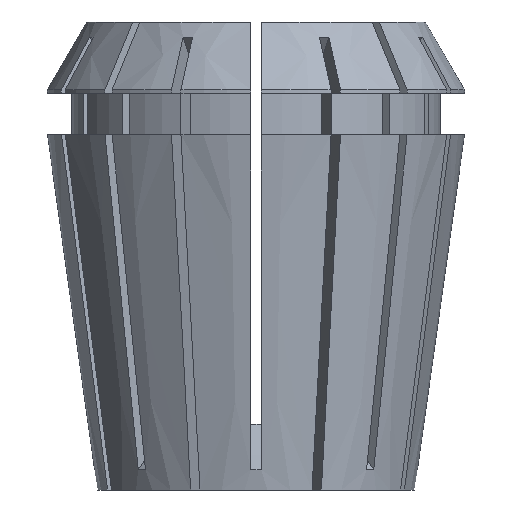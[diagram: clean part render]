
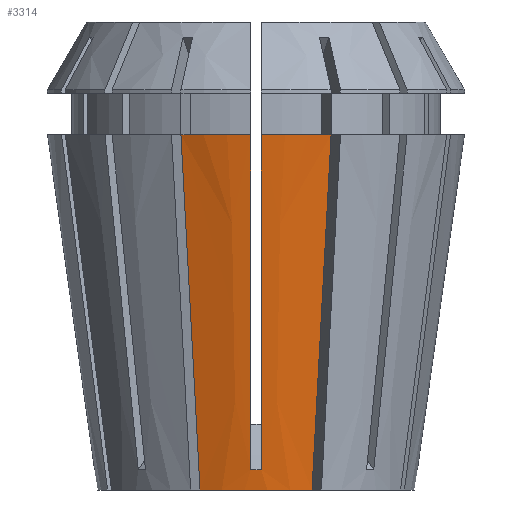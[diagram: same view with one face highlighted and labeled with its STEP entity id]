
A CAD part, left-side view. The second image highlights one B-rep face of the part: STEP entity #3314.
In plain terms, the highlighted conical face has half-angle 8 degrees and reference radius 15.595 mm.
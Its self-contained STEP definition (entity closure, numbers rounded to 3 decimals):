
#12 = VERTEX_POINT ( 'NONE', #2478 ) ;
#46 = CARTESIAN_POINT ( 'NONE',  ( -16.104, 6.129, 11.633 ) ) ;
#169 = CARTESIAN_POINT ( 'NONE',  ( -20.169, -0.5, 32.584 ) ) ;
#183 = B_SPLINE_CURVE_WITH_KNOTS ( 'NONE', 3,
 ( #3034, #3934, #1843, #5239 ),
 .UNSPECIFIED., .F., .F.,
 ( 4, 4 ),
 ( 0., 0.001 ),
 .UNSPECIFIED. ) ;
#204 = FACE_OUTER_BOUND ( 'NONE', #5125, .T. ) ;
#361 = CIRCLE ( 'NONE', #503, 20.5 ) ;
#399 = CARTESIAN_POINT ( 'NONE',  ( -19.126, 7.381, 34.9 ) ) ;
#403 = B_SPLINE_CURVE_WITH_KNOTS ( 'NONE', 3,
 ( #399, #2852, #46, #2037 ),
 .UNSPECIFIED., .F., .F.,
 ( 4, 4 ),
 ( 0., 0.035 ),
 .UNSPECIFIED. ) ;
#503 = AXIS2_PLACEMENT_3D ( 'NONE', #3726, #4510, #2506 ) ;
#523 = CARTESIAN_POINT ( 'NONE',  ( -20.277, 0.5, 33.356 ) ) ;
#572 = CARTESIAN_POINT ( 'NONE',  ( -18.848, -0.5, 23.188 ) ) ;
#611 = AXIS2_PLACEMENT_3D ( 'NONE', #1828, #3861, #1082 ) ;
#968 = EDGE_CURVE ( 'NONE', #4129, #1506, #1890, .T. ) ;
#986 = CARTESIAN_POINT ( 'NONE',  ( -20.277, -0.5, 33.356 ) ) ;
#1082 = DIRECTION ( 'NONE',  ( -1., 0., 0. ) ) ;
#1149 = CARTESIAN_POINT ( 'NONE',  ( -14.592, -5.503, 0. ) ) ;
#1290 = VERTEX_POINT ( 'NONE', #1528 ) ;
#1350 = CARTESIAN_POINT ( 'NONE',  ( -17.527, -0.5, 13.792 ) ) ;
#1381 = CARTESIAN_POINT ( 'NONE',  ( -16.094, -0.5, 3.6 ) ) ;
#1403 = CARTESIAN_POINT ( 'NONE',  ( -15.87, -0.5, 2.007 ) ) ;
#1506 = VERTEX_POINT ( 'NONE', #1149 ) ;
#1528 = CARTESIAN_POINT ( 'NONE',  ( -14.592, 5.503, 0. ) ) ;
#1568 = DIRECTION ( 'NONE',  ( -1., 0., 0. ) ) ;
#1623 = ORIENTED_EDGE ( 'NONE', *, *, #1629, .T. ) ;
#1629 = EDGE_CURVE ( 'NONE', #4129, #2321, #361, .T. ) ;
#1768 = ORIENTED_EDGE ( 'NONE', *, *, #3662, .T. ) ;
#1806 = VERTEX_POINT ( 'NONE', #2003 ) ;
#1828 = CARTESIAN_POINT ( 'NONE',  ( 0., 0., 34.9 ) ) ;
#1843 = CARTESIAN_POINT ( 'NONE',  ( -15.879, -0.167, 1.998 ) ) ;
#1851 = B_SPLINE_CURVE_WITH_KNOTS ( 'NONE', 3,
 ( #3019, #3380, #986, #169, #572, #1350, #2149, #1381, #4218, #1403 ),
 .UNSPECIFIED., .F., .F.,
 ( 4, 3, 3, 4 ),
 ( 0.074, 0.077, 0.105, 0.108 ),
 .UNSPECIFIED. ) ;
#1890 = B_SPLINE_CURVE_WITH_KNOTS ( 'NONE', 3,
 ( #4171, #2859, #4098, #3757 ),
 .UNSPECIFIED., .F., .F.,
 ( 4, 4 ),
 ( 0., 0.035 ),
 .UNSPECIFIED. ) ;
#1908 = VERTEX_POINT ( 'NONE', #4605 ) ;
#2003 = CARTESIAN_POINT ( 'NONE',  ( -15.87, -0.5, 2.007 ) ) ;
#2014 = ORIENTED_EDGE ( 'NONE', *, *, #2119, .F. ) ;
#2037 = CARTESIAN_POINT ( 'NONE',  ( -14.592, 5.503, 0. ) ) ;
#2119 = EDGE_CURVE ( 'NONE', #1506, #1290, #3138, .T. ) ;
#2149 = CARTESIAN_POINT ( 'NONE',  ( -16.206, -0.5, 4.396 ) ) ;
#2297 = CONICAL_SURFACE ( 'NONE', #4124, 15.595, 0.14 ) ;
#2321 = VERTEX_POINT ( 'NONE', #5016 ) ;
#2364 = ORIENTED_EDGE ( 'NONE', *, *, #2571, .F. ) ;
#2377 = EDGE_CURVE ( 'NONE', #2321, #1806, #1851, .T. ) ;
#2459 = ORIENTED_EDGE ( 'NONE', *, *, #968, .F. ) ;
#2471 = CARTESIAN_POINT ( 'NONE',  ( -20.494, 0.5, 34.9 ) ) ;
#2478 = CARTESIAN_POINT ( 'NONE',  ( -19.126, 7.381, 34.9 ) ) ;
#2505 = DIRECTION ( 'NONE',  ( 1., 0., 0. ) ) ;
#2506 = DIRECTION ( 'NONE',  ( -1., 0., 0. ) ) ;
#2571 = EDGE_CURVE ( 'NONE', #1908, #1806, #183, .T. ) ;
#2772 = B_SPLINE_CURVE_WITH_KNOTS ( 'NONE', 3,
 ( #2471, #2863, #523, #3438, #4206, #4236, #3007, #4646, #4220, #4250 ),
 .UNSPECIFIED., .F., .F.,
 ( 4, 3, 3, 4 ),
 ( 0.074, 0.077, 0.105, 0.108 ),
 .UNSPECIFIED. ) ;
#2852 = CARTESIAN_POINT ( 'NONE',  ( -17.615, 6.755, 23.267 ) ) ;
#2859 = CARTESIAN_POINT ( 'NONE',  ( -17.615, -6.755, 23.267 ) ) ;
#2863 = CARTESIAN_POINT ( 'NONE',  ( -20.386, 0.5, 34.128 ) ) ;
#2929 = ORIENTED_EDGE ( 'NONE', *, *, #3264, .T. ) ;
#3007 = CARTESIAN_POINT ( 'NONE',  ( -16.206, 0.5, 4.396 ) ) ;
#3019 = CARTESIAN_POINT ( 'NONE',  ( -20.494, -0.5, 34.9 ) ) ;
#3034 = CARTESIAN_POINT ( 'NONE',  ( -15.87, 0.5, 2.007 ) ) ;
#3043 = CARTESIAN_POINT ( 'NONE',  ( -19.126, -7.381, 34.9 ) ) ;
#3138 = CIRCLE ( 'NONE', #3881, 15.595 ) ;
#3264 = EDGE_CURVE ( 'NONE', #12, #1290, #403, .T. ) ;
#3314 = ADVANCED_FACE ( 'NONE', ( #204 ), #2297, .T. ) ;
#3316 = CARTESIAN_POINT ( 'NONE',  ( 0., 0., 0. ) ) ;
#3380 = CARTESIAN_POINT ( 'NONE',  ( -20.386, -0.5, 34.128 ) ) ;
#3438 = CARTESIAN_POINT ( 'NONE',  ( -20.169, 0.5, 32.584 ) ) ;
#3662 = EDGE_CURVE ( 'NONE', #4289, #12, #3695, .T. ) ;
#3695 = CIRCLE ( 'NONE', #611, 20.5 ) ;
#3726 = CARTESIAN_POINT ( 'NONE',  ( 0., 0., 34.9 ) ) ;
#3757 = CARTESIAN_POINT ( 'NONE',  ( -14.592, -5.503, 0. ) ) ;
#3861 = DIRECTION ( 'NONE',  ( 0., 0., -1. ) ) ;
#3881 = AXIS2_PLACEMENT_3D ( 'NONE', #5222, #4821, #1568 ) ;
#3934 = CARTESIAN_POINT ( 'NONE',  ( -15.879, 0.167, 1.998 ) ) ;
#4083 = DIRECTION ( 'NONE',  ( 0., 0., 1. ) ) ;
#4098 = CARTESIAN_POINT ( 'NONE',  ( -16.104, -6.129, 11.633 ) ) ;
#4124 = AXIS2_PLACEMENT_3D ( 'NONE', #3316, #4083, #2505 ) ;
#4129 = VERTEX_POINT ( 'NONE', #3043 ) ;
#4171 = CARTESIAN_POINT ( 'NONE',  ( -19.126, -7.381, 34.9 ) ) ;
#4206 = CARTESIAN_POINT ( 'NONE',  ( -18.848, 0.5, 23.188 ) ) ;
#4218 = CARTESIAN_POINT ( 'NONE',  ( -15.982, -0.5, 2.803 ) ) ;
#4220 = CARTESIAN_POINT ( 'NONE',  ( -15.982, 0.5, 2.803 ) ) ;
#4236 = CARTESIAN_POINT ( 'NONE',  ( -17.527, 0.5, 13.792 ) ) ;
#4250 = CARTESIAN_POINT ( 'NONE',  ( -15.87, 0.5, 2.007 ) ) ;
#4278 = ORIENTED_EDGE ( 'NONE', *, *, #4357, .F. ) ;
#4289 = VERTEX_POINT ( 'NONE', #5115 ) ;
#4357 = EDGE_CURVE ( 'NONE', #4289, #1908, #2772, .T. ) ;
#4510 = DIRECTION ( 'NONE',  ( 0., 0., -1. ) ) ;
#4605 = CARTESIAN_POINT ( 'NONE',  ( -15.87, 0.5, 2.007 ) ) ;
#4646 = CARTESIAN_POINT ( 'NONE',  ( -16.094, 0.5, 3.6 ) ) ;
#4714 = ORIENTED_EDGE ( 'NONE', *, *, #2377, .T. ) ;
#4821 = DIRECTION ( 'NONE',  ( 0., 0., -1. ) ) ;
#5016 = CARTESIAN_POINT ( 'NONE',  ( -20.494, -0.5, 34.9 ) ) ;
#5115 = CARTESIAN_POINT ( 'NONE',  ( -20.494, 0.5, 34.9 ) ) ;
#5125 = EDGE_LOOP ( 'NONE', ( #1768, #2929, #2014, #2459, #1623, #4714, #2364, #4278 ) ) ;
#5222 = CARTESIAN_POINT ( 'NONE',  ( 0., 0., 0. ) ) ;
#5239 = CARTESIAN_POINT ( 'NONE',  ( -15.87, -0.5, 2.007 ) ) ;
